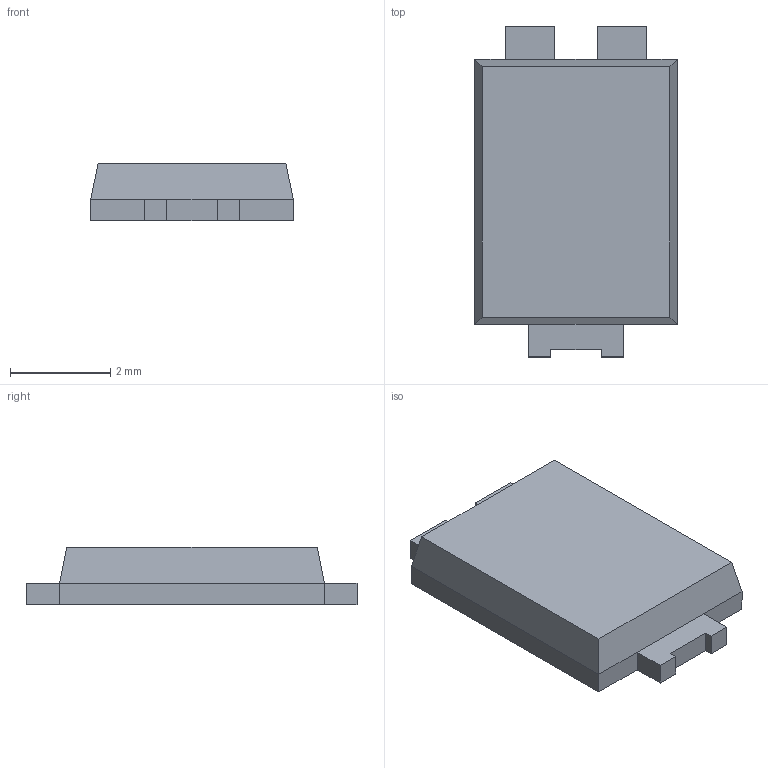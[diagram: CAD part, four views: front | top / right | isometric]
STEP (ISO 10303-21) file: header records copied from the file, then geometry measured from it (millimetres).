
FILE_DESCRIPTION(/* description */ (''),/* implementation_level */ '2;1');
FILE_NAME(/* name */ 'PowerDI.step',/* time_stamp */ '2020-03-19T14:20:47+01:00',/* author */ (''),/* organization */ (''),/* preprocessor_version */ 'ST-DEVELOPER v18',/* originating_system */ 'Autodesk Translation Framework v8.12.0.6',/* authorisation */ '');
FILE_SCHEMA (('AUTOMOTIVE_DESIGN { 1 0 10303 214 3 1 1 }'));
Length unit declared in the file: millimetre
Products named in the file (6): D1; User_Library-PowerDI-5; User_Library-PowerDI-5_1_1; User_Library-PowerDI-5_2_1; User_Library-PowerDI-5_3_1; User_Library-PowerDI-5_4_1
Assembly tree (5 placements, depth 3):
  D1
    User_Library-PowerDI-5
      User_Library-PowerDI-5_1_1
      User_Library-PowerDI-5_2_1
      User_Library-PowerDI-5_3_1
      User_Library-PowerDI-5_4_1
Bounding box: 4.05 x 6.6 x 1.15 mm (x, y, z)
Volume: 24.7 mm3; surface area: 104.7 mm2
Topology: 4 solids, 4 shells, 55 faces, 131 edges, 84 vertices
Faces by surface type: plane 55
Entity records: 1728 total; most frequent: CARTESIAN_POINT 281, DIRECTION 263, ORIENTED_EDGE 262, LINE 131, VECTOR 131, EDGE_CURVE 131, VERTEX_POINT 84, AXIS2_PLACEMENT_3D 66
